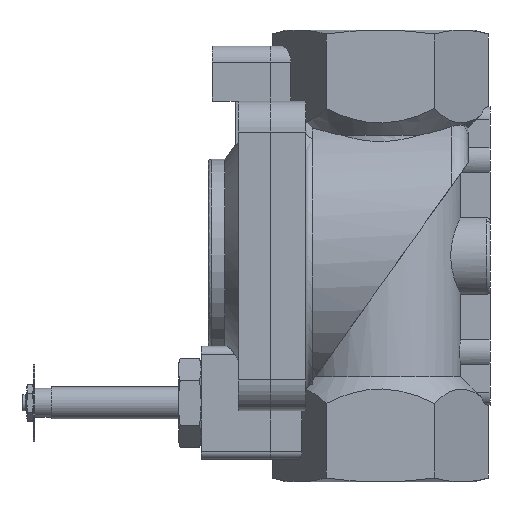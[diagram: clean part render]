
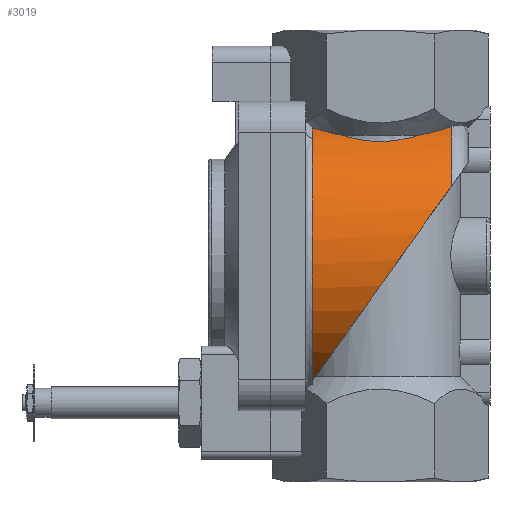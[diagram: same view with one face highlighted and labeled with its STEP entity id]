
A CAD part, left-side view. The second image highlights one B-rep face of the part: STEP entity #3019.
In plain terms, the highlighted cylindrical face has radius 43.5 mm (diameter 87 mm), a partial arc.
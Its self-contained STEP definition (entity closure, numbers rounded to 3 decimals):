
#182=CIRCLE('',#3241,43.5);
#186=CIRCLE('',#3248,43.5);
#310=ELLIPSE('',#3234,53.432,43.5);
#770=ORIENTED_EDGE('',*,*,#1679,.T.);
#771=ORIENTED_EDGE('',*,*,#1648,.F.);
#772=ORIENTED_EDGE('',*,*,#1672,.F.);
#773=ORIENTED_EDGE('',*,*,#1658,.F.);
#774=ORIENTED_EDGE('',*,*,#1680,.F.);
#775=ORIENTED_EDGE('',*,*,#1656,.F.);
#1648=EDGE_CURVE('',#2103,#2104,#310,.T.);
#1656=EDGE_CURVE('',#2111,#2112,#2400,.T.);
#1658=EDGE_CURVE('',#2113,#2114,#2401,.T.);
#1672=EDGE_CURVE('',#2114,#2103,#182,.T.);
#1679=EDGE_CURVE('',#2111,#2104,#186,.T.);
#1680=EDGE_CURVE('',#2112,#2113,#2415,.T.);
#2103=VERTEX_POINT('',#4626);
#2104=VERTEX_POINT('',#4628);
#2111=VERTEX_POINT('',#4676);
#2112=VERTEX_POINT('',#4682);
#2113=VERTEX_POINT('',#4684);
#2114=VERTEX_POINT('',#4690);
#2400=B_SPLINE_CURVE_WITH_KNOTS('',3,(#4677,#4678,#4679,#4680,#4681),
 .UNSPECIFIED.,.F.,.F.,(4,1,4),(-0.031,-0.025,
-0.02),.UNSPECIFIED.);
#2401=B_SPLINE_CURVE_WITH_KNOTS('',3,(#4685,#4686,#4687,#4688,#4689),
 .UNSPECIFIED.,.F.,.F.,(4,1,4),(0.004,0.01,
0.016),.UNSPECIFIED.);
#2415=B_SPLINE_CURVE_WITH_KNOTS('',3,(#4799,#4800,#4801,#4802,#4803,#4804,
#4805,#4806,#4807,#4808),.UNSPECIFIED.,.F.,.F.,(4,1,1,1,1,1,1,4),(0.028,
0.031,0.034,0.037,0.04,
0.047,0.05,0.053),.UNSPECIFIED.);
#2517=EDGE_LOOP('',(#770,#771,#772,#773,#774,#775));
#2745=FACE_BOUND('',#2517,.T.);
#2965=CYLINDRICAL_SURFACE('',#3247,43.5);
#3019=ADVANCED_FACE('',(#2745),#2965,.T.);
#3234=AXIS2_PLACEMENT_3D('',#4627,#3598,#3599);
#3241=AXIS2_PLACEMENT_3D('',#4774,#3613,#3614);
#3247=AXIS2_PLACEMENT_3D('',#4797,#3626,#3627);
#3248=AXIS2_PLACEMENT_3D('',#4798,#3628,#3629);
#3598=DIRECTION('',(0.,-0.814,0.581));
#3599=DIRECTION('',(0.,-0.581,-0.814));
#3613=DIRECTION('',(0.,-1.,0.));
#3614=DIRECTION('',(0.,0.,-1.));
#3626=DIRECTION('',(0.,-1.,0.));
#3627=DIRECTION('',(0.,0.,-1.));
#3628=DIRECTION('',(0.,-1.,0.));
#3629=DIRECTION('',(0.,0.,-1.));
#4626=CARTESIAN_POINT('',(37.602,-22.2,48.13));
#4627=CARTESIAN_POINT('',(0.,-6.6,70.));
#4628=CARTESIAN_POINT('',(19.787,21.032,108.739));
#4676=CARTESIAN_POINT('',(17.743,21.032,30.283));
#4677=CARTESIAN_POINT('',(17.743,21.032,30.283));
#4678=CARTESIAN_POINT('',(18.718,19.64,30.719));
#4679=CARTESIAN_POINT('',(20.429,16.708,31.568));
#4680=CARTESIAN_POINT('',(21.716,13.467,32.303));
#4681=CARTESIAN_POINT('',(22.24,11.819,32.615));
#4682=CARTESIAN_POINT('',(22.24,11.819,32.615));
#4684=CARTESIAN_POINT('',(22.24,-11.819,32.615));
#4685=CARTESIAN_POINT('',(22.24,-11.819,32.615));
#4686=CARTESIAN_POINT('',(21.643,-13.698,32.26));
#4687=CARTESIAN_POINT('',(20.169,-17.323,31.419));
#4688=CARTESIAN_POINT('',(18.07,-20.669,30.41));
#4689=CARTESIAN_POINT('',(16.883,-22.2,29.91));
#4690=CARTESIAN_POINT('',(16.883,-22.2,29.91));
#4774=CARTESIAN_POINT('',(0.,-22.2,70.));
#4797=CARTESIAN_POINT('',(0.,-27.2,70.));
#4798=CARTESIAN_POINT('',(0.,21.032,70.));
#4799=CARTESIAN_POINT('',(22.24,11.819,32.615));
#4800=CARTESIAN_POINT('',(22.706,10.941,32.893));
#4801=CARTESIAN_POINT('',(23.539,9.128,33.411));
#4802=CARTESIAN_POINT('',(24.482,6.175,34.039));
#4803=CARTESIAN_POINT('',(25.052,3.146,34.437));
#4804=CARTESIAN_POINT('',(25.316,-1.043,34.627));
#4805=CARTESIAN_POINT('',(24.799,-5.176,34.252));
#4806=CARTESIAN_POINT('',(23.547,-9.106,33.417));
#4807=CARTESIAN_POINT('',(22.711,-10.932,32.895));
#4808=CARTESIAN_POINT('',(22.24,-11.819,32.615));
